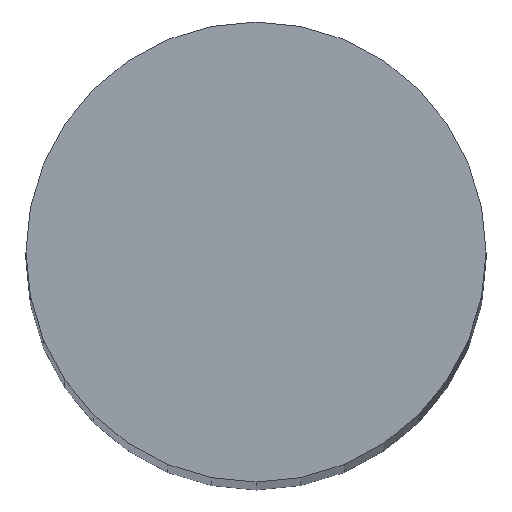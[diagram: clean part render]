
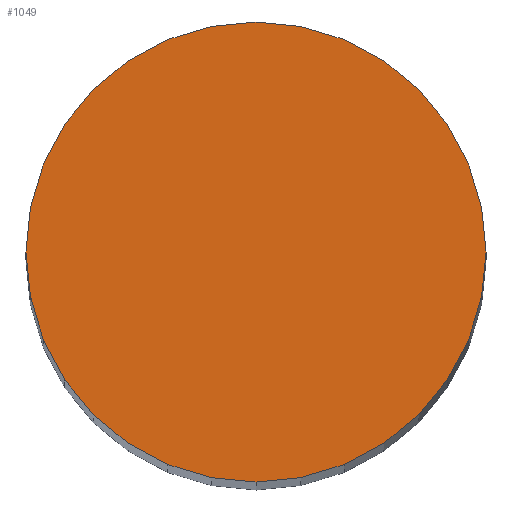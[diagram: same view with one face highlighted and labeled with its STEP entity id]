
A CAD part, top view. The second image highlights one B-rep face of the part: STEP entity #1049.
In plain terms, the highlighted planar face has unit normal (0, 0, 1).
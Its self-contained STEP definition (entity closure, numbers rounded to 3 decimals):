
#24 = VERTEX_POINT('',#25);
#25 = CARTESIAN_POINT('',(1.6,0.,31.75));
#31 = EDGE_CURVE('',#24,#32,#34,.T.);
#32 = VERTEX_POINT('',#33);
#33 = CARTESIAN_POINT('',(1.569,0.312,31.75));
#34 = LINE('',#35,#36);
#35 = CARTESIAN_POINT('',(1.6,0.,31.75));
#36 = VECTOR('',#37,1.);
#37 = DIRECTION('',(-0.098,0.995,0.));
#62 = EDGE_CURVE('',#32,#63,#65,.T.);
#63 = VERTEX_POINT('',#64);
#64 = CARTESIAN_POINT('',(1.478,0.612,31.75));
#65 = LINE('',#66,#67);
#66 = CARTESIAN_POINT('',(1.569,0.312,31.75));
#67 = VECTOR('',#68,1.);
#68 = DIRECTION('',(-0.29,0.957,0.));
#93 = EDGE_CURVE('',#63,#94,#96,.T.);
#94 = VERTEX_POINT('',#95);
#95 = CARTESIAN_POINT('',(1.331,0.889,31.75));
#96 = LINE('',#97,#98);
#97 = CARTESIAN_POINT('',(1.478,0.612,31.75));
#98 = VECTOR('',#99,1.);
#99 = DIRECTION('',(-0.471,0.882,0.));
#124 = EDGE_CURVE('',#94,#125,#127,.T.);
#125 = VERTEX_POINT('',#126);
#126 = CARTESIAN_POINT('',(1.132,1.132,31.75));
#127 = LINE('',#128,#129);
#128 = CARTESIAN_POINT('',(1.331,0.889,31.75));
#129 = VECTOR('',#130,1.);
#130 = DIRECTION('',(-0.634,0.773,0.));
#155 = EDGE_CURVE('',#125,#156,#158,.T.);
#156 = VERTEX_POINT('',#157);
#157 = CARTESIAN_POINT('',(0.889,1.331,31.75));
#158 = LINE('',#159,#160);
#159 = CARTESIAN_POINT('',(1.132,1.132,31.75));
#160 = VECTOR('',#161,1.);
#161 = DIRECTION('',(-0.773,0.634,0.));
#186 = EDGE_CURVE('',#156,#187,#189,.T.);
#187 = VERTEX_POINT('',#188);
#188 = CARTESIAN_POINT('',(0.612,1.478,31.75));
#189 = LINE('',#190,#191);
#190 = CARTESIAN_POINT('',(0.889,1.331,31.75));
#191 = VECTOR('',#192,1.);
#192 = DIRECTION('',(-0.882,0.471,0.));
#217 = EDGE_CURVE('',#187,#218,#220,.T.);
#218 = VERTEX_POINT('',#219);
#219 = CARTESIAN_POINT('',(0.312,1.569,31.75));
#220 = LINE('',#221,#222);
#221 = CARTESIAN_POINT('',(0.612,1.478,31.75));
#222 = VECTOR('',#223,1.);
#223 = DIRECTION('',(-0.957,0.29,0.));
#248 = EDGE_CURVE('',#218,#249,#251,.T.);
#249 = VERTEX_POINT('',#250);
#250 = CARTESIAN_POINT('',(0.,1.6,31.75));
#251 = LINE('',#252,#253);
#252 = CARTESIAN_POINT('',(0.312,1.569,31.75));
#253 = VECTOR('',#254,1.);
#254 = DIRECTION('',(-0.995,0.098,0.));
#279 = EDGE_CURVE('',#249,#280,#282,.T.);
#280 = VERTEX_POINT('',#281);
#281 = CARTESIAN_POINT('',(-0.312,1.569,31.75));
#282 = LINE('',#283,#284);
#283 = CARTESIAN_POINT('',(0.,1.6,31.75));
#284 = VECTOR('',#285,1.);
#285 = DIRECTION('',(-0.995,-0.098,0.));
#310 = EDGE_CURVE('',#280,#311,#313,.T.);
#311 = VERTEX_POINT('',#312);
#312 = CARTESIAN_POINT('',(-0.612,1.478,31.75));
#313 = LINE('',#314,#315);
#314 = CARTESIAN_POINT('',(-0.312,1.569,31.75));
#315 = VECTOR('',#316,1.);
#316 = DIRECTION('',(-0.957,-0.29,0.));
#341 = EDGE_CURVE('',#311,#342,#344,.T.);
#342 = VERTEX_POINT('',#343);
#343 = CARTESIAN_POINT('',(-0.889,1.331,31.75));
#344 = LINE('',#345,#346);
#345 = CARTESIAN_POINT('',(-0.612,1.478,31.75));
#346 = VECTOR('',#347,1.);
#347 = DIRECTION('',(-0.882,-0.471,0.));
#372 = EDGE_CURVE('',#342,#373,#375,.T.);
#373 = VERTEX_POINT('',#374);
#374 = CARTESIAN_POINT('',(-1.132,1.132,31.75));
#375 = LINE('',#376,#377);
#376 = CARTESIAN_POINT('',(-0.889,1.331,31.75));
#377 = VECTOR('',#378,1.);
#378 = DIRECTION('',(-0.773,-0.634,0.));
#403 = EDGE_CURVE('',#373,#404,#406,.T.);
#404 = VERTEX_POINT('',#405);
#405 = CARTESIAN_POINT('',(-1.331,0.889,31.75));
#406 = LINE('',#407,#408);
#407 = CARTESIAN_POINT('',(-1.132,1.132,31.75));
#408 = VECTOR('',#409,1.);
#409 = DIRECTION('',(-0.634,-0.773,0.));
#434 = EDGE_CURVE('',#404,#435,#437,.T.);
#435 = VERTEX_POINT('',#436);
#436 = CARTESIAN_POINT('',(-1.478,0.612,31.75));
#437 = LINE('',#438,#439);
#438 = CARTESIAN_POINT('',(-1.331,0.889,31.75));
#439 = VECTOR('',#440,1.);
#440 = DIRECTION('',(-0.471,-0.882,0.));
#465 = EDGE_CURVE('',#435,#466,#468,.T.);
#466 = VERTEX_POINT('',#467);
#467 = CARTESIAN_POINT('',(-1.569,0.312,31.75));
#468 = LINE('',#469,#470);
#469 = CARTESIAN_POINT('',(-1.478,0.612,31.75));
#470 = VECTOR('',#471,1.);
#471 = DIRECTION('',(-0.29,-0.957,0.));
#496 = EDGE_CURVE('',#466,#497,#499,.T.);
#497 = VERTEX_POINT('',#498);
#498 = CARTESIAN_POINT('',(-1.6,0.,31.75));
#499 = LINE('',#500,#501);
#500 = CARTESIAN_POINT('',(-1.569,0.312,31.75));
#501 = VECTOR('',#502,1.);
#502 = DIRECTION('',(-0.098,-0.995,0.));
#527 = EDGE_CURVE('',#497,#528,#530,.T.);
#528 = VERTEX_POINT('',#529);
#529 = CARTESIAN_POINT('',(-1.569,-0.312,31.75));
#530 = LINE('',#531,#532);
#531 = CARTESIAN_POINT('',(-1.6,0.,31.75));
#532 = VECTOR('',#533,1.);
#533 = DIRECTION('',(0.098,-0.995,0.));
#558 = EDGE_CURVE('',#528,#559,#561,.T.);
#559 = VERTEX_POINT('',#560);
#560 = CARTESIAN_POINT('',(-1.478,-0.612,31.75));
#561 = LINE('',#562,#563);
#562 = CARTESIAN_POINT('',(-1.569,-0.312,31.75));
#563 = VECTOR('',#564,1.);
#564 = DIRECTION('',(0.29,-0.957,0.));
#589 = EDGE_CURVE('',#559,#590,#592,.T.);
#590 = VERTEX_POINT('',#591);
#591 = CARTESIAN_POINT('',(-1.331,-0.889,31.75));
#592 = LINE('',#593,#594);
#593 = CARTESIAN_POINT('',(-1.478,-0.612,31.75));
#594 = VECTOR('',#595,1.);
#595 = DIRECTION('',(0.471,-0.882,0.));
#620 = EDGE_CURVE('',#590,#621,#623,.T.);
#621 = VERTEX_POINT('',#622);
#622 = CARTESIAN_POINT('',(-1.132,-1.132,31.75));
#623 = LINE('',#624,#625);
#624 = CARTESIAN_POINT('',(-1.331,-0.889,31.75));
#625 = VECTOR('',#626,1.);
#626 = DIRECTION('',(0.634,-0.773,0.));
#651 = EDGE_CURVE('',#621,#652,#654,.T.);
#652 = VERTEX_POINT('',#653);
#653 = CARTESIAN_POINT('',(-0.889,-1.331,31.75));
#654 = LINE('',#655,#656);
#655 = CARTESIAN_POINT('',(-1.132,-1.132,31.75));
#656 = VECTOR('',#657,1.);
#657 = DIRECTION('',(0.773,-0.634,0.));
#682 = EDGE_CURVE('',#652,#683,#685,.T.);
#683 = VERTEX_POINT('',#684);
#684 = CARTESIAN_POINT('',(-0.612,-1.478,31.75));
#685 = LINE('',#686,#687);
#686 = CARTESIAN_POINT('',(-0.889,-1.331,31.75));
#687 = VECTOR('',#688,1.);
#688 = DIRECTION('',(0.882,-0.471,0.));
#713 = EDGE_CURVE('',#683,#714,#716,.T.);
#714 = VERTEX_POINT('',#715);
#715 = CARTESIAN_POINT('',(-0.312,-1.569,31.75));
#716 = LINE('',#717,#718);
#717 = CARTESIAN_POINT('',(-0.612,-1.478,31.75));
#718 = VECTOR('',#719,1.);
#719 = DIRECTION('',(0.957,-0.29,0.));
#744 = EDGE_CURVE('',#714,#745,#747,.T.);
#745 = VERTEX_POINT('',#746);
#746 = CARTESIAN_POINT('',(0.,-1.6,31.75));
#747 = LINE('',#748,#749);
#748 = CARTESIAN_POINT('',(-0.312,-1.569,31.75));
#749 = VECTOR('',#750,1.);
#750 = DIRECTION('',(0.995,-0.098,0.));
#775 = EDGE_CURVE('',#745,#776,#778,.T.);
#776 = VERTEX_POINT('',#777);
#777 = CARTESIAN_POINT('',(0.312,-1.569,31.75));
#778 = LINE('',#779,#780);
#779 = CARTESIAN_POINT('',(0.,-1.6,31.75));
#780 = VECTOR('',#781,1.);
#781 = DIRECTION('',(0.995,0.098,0.));
#806 = EDGE_CURVE('',#776,#807,#809,.T.);
#807 = VERTEX_POINT('',#808);
#808 = CARTESIAN_POINT('',(0.612,-1.478,31.75));
#809 = LINE('',#810,#811);
#810 = CARTESIAN_POINT('',(0.312,-1.569,31.75));
#811 = VECTOR('',#812,1.);
#812 = DIRECTION('',(0.957,0.29,0.));
#837 = EDGE_CURVE('',#807,#838,#840,.T.);
#838 = VERTEX_POINT('',#839);
#839 = CARTESIAN_POINT('',(0.889,-1.331,31.75));
#840 = LINE('',#841,#842);
#841 = CARTESIAN_POINT('',(0.612,-1.478,31.75));
#842 = VECTOR('',#843,1.);
#843 = DIRECTION('',(0.882,0.471,0.));
#868 = EDGE_CURVE('',#838,#869,#871,.T.);
#869 = VERTEX_POINT('',#870);
#870 = CARTESIAN_POINT('',(1.132,-1.132,31.75));
#871 = LINE('',#872,#873);
#872 = CARTESIAN_POINT('',(0.889,-1.331,31.75));
#873 = VECTOR('',#874,1.);
#874 = DIRECTION('',(0.773,0.634,0.));
#899 = EDGE_CURVE('',#869,#900,#902,.T.);
#900 = VERTEX_POINT('',#901);
#901 = CARTESIAN_POINT('',(1.331,-0.889,31.75));
#902 = LINE('',#903,#904);
#903 = CARTESIAN_POINT('',(1.132,-1.132,31.75));
#904 = VECTOR('',#905,1.);
#905 = DIRECTION('',(0.634,0.773,0.));
#930 = EDGE_CURVE('',#900,#931,#933,.T.);
#931 = VERTEX_POINT('',#932);
#932 = CARTESIAN_POINT('',(1.478,-0.612,31.75));
#933 = LINE('',#934,#935);
#934 = CARTESIAN_POINT('',(1.331,-0.889,31.75));
#935 = VECTOR('',#936,1.);
#936 = DIRECTION('',(0.471,0.882,0.));
#961 = EDGE_CURVE('',#931,#962,#964,.T.);
#962 = VERTEX_POINT('',#963);
#963 = CARTESIAN_POINT('',(1.569,-0.312,31.75));
#964 = LINE('',#965,#966);
#965 = CARTESIAN_POINT('',(1.478,-0.612,31.75));
#966 = VECTOR('',#967,1.);
#967 = DIRECTION('',(0.29,0.957,0.));
#992 = EDGE_CURVE('',#962,#24,#993,.T.);
#993 = LINE('',#994,#995);
#994 = CARTESIAN_POINT('',(1.569,-0.312,31.75));
#995 = VECTOR('',#996,1.);
#996 = DIRECTION('',(0.098,0.995,0.));
#1049 = ADVANCED_FACE('',(#1050),#1084,.T.);
#1050 = FACE_BOUND('',#1051,.T.);
#1051 = EDGE_LOOP('',(#1052,#1053,#1054,#1055,#1056,#1057,#1058,#1059,
    #1060,#1061,#1062,#1063,#1064,#1065,#1066,#1067,#1068,#1069,#1070,
    #1071,#1072,#1073,#1074,#1075,#1076,#1077,#1078,#1079,#1080,#1081,
    #1082,#1083));
#1052 = ORIENTED_EDGE('',*,*,#31,.T.);
#1053 = ORIENTED_EDGE('',*,*,#62,.T.);
#1054 = ORIENTED_EDGE('',*,*,#93,.T.);
#1055 = ORIENTED_EDGE('',*,*,#124,.T.);
#1056 = ORIENTED_EDGE('',*,*,#155,.T.);
#1057 = ORIENTED_EDGE('',*,*,#186,.T.);
#1058 = ORIENTED_EDGE('',*,*,#217,.T.);
#1059 = ORIENTED_EDGE('',*,*,#248,.T.);
#1060 = ORIENTED_EDGE('',*,*,#279,.T.);
#1061 = ORIENTED_EDGE('',*,*,#310,.T.);
#1062 = ORIENTED_EDGE('',*,*,#341,.T.);
#1063 = ORIENTED_EDGE('',*,*,#372,.T.);
#1064 = ORIENTED_EDGE('',*,*,#403,.T.);
#1065 = ORIENTED_EDGE('',*,*,#434,.T.);
#1066 = ORIENTED_EDGE('',*,*,#465,.T.);
#1067 = ORIENTED_EDGE('',*,*,#496,.T.);
#1068 = ORIENTED_EDGE('',*,*,#527,.T.);
#1069 = ORIENTED_EDGE('',*,*,#558,.T.);
#1070 = ORIENTED_EDGE('',*,*,#589,.T.);
#1071 = ORIENTED_EDGE('',*,*,#620,.T.);
#1072 = ORIENTED_EDGE('',*,*,#651,.T.);
#1073 = ORIENTED_EDGE('',*,*,#682,.T.);
#1074 = ORIENTED_EDGE('',*,*,#713,.T.);
#1075 = ORIENTED_EDGE('',*,*,#744,.T.);
#1076 = ORIENTED_EDGE('',*,*,#775,.T.);
#1077 = ORIENTED_EDGE('',*,*,#806,.T.);
#1078 = ORIENTED_EDGE('',*,*,#837,.T.);
#1079 = ORIENTED_EDGE('',*,*,#868,.T.);
#1080 = ORIENTED_EDGE('',*,*,#899,.T.);
#1081 = ORIENTED_EDGE('',*,*,#930,.T.);
#1082 = ORIENTED_EDGE('',*,*,#961,.T.);
#1083 = ORIENTED_EDGE('',*,*,#992,.T.);
#1084 = PLANE('',#1085);
#1085 = AXIS2_PLACEMENT_3D('',#1086,#1087,#1088);
#1086 = CARTESIAN_POINT('',(0.,0.,31.75));
#1087 = DIRECTION('',(0.,0.,1.));
#1088 = DIRECTION('',(1.,0.,0.));
